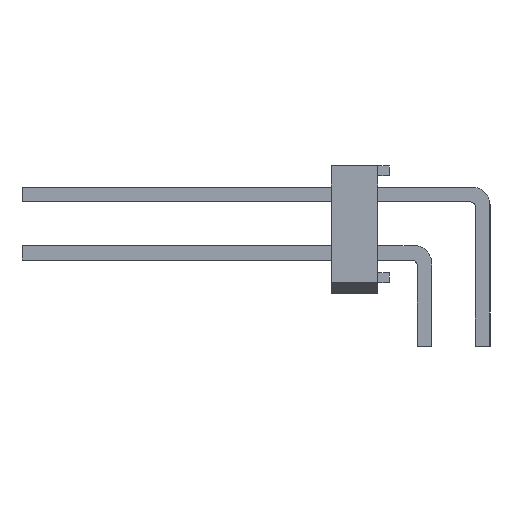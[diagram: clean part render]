
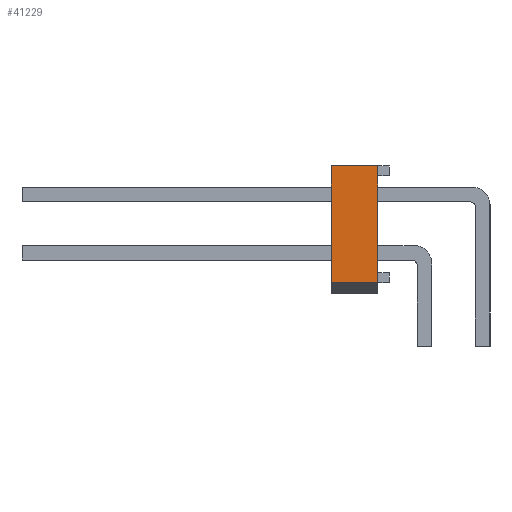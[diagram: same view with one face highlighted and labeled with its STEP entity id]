
A CAD part, left-side view. The second image highlights one B-rep face of the part: STEP entity #41229.
In plain terms, the highlighted face is planar.
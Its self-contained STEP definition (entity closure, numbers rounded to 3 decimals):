
#22196 = VERTEX_POINT('',#22197);
#22197 = CARTESIAN_POINT('',(40.64,2.54,-2.54));
#22203 = EDGE_CURVE('',#22196,#22204,#22206,.T.);
#22204 = VERTEX_POINT('',#22205);
#22205 = CARTESIAN_POINT('',(40.64,0.508,-2.54));
#22206 = LINE('',#22207,#22208);
#22207 = CARTESIAN_POINT('',(40.64,2.54,-2.54));
#22208 = VECTOR('',#22209,1.);
#22209 = DIRECTION('',(0.,-1.,0.));
#41194 = VERTEX_POINT('',#41195);
#41195 = CARTESIAN_POINT('',(40.64,0.508,2.54));
#41203 = EDGE_CURVE('',#41204,#41194,#41206,.T.);
#41204 = VERTEX_POINT('',#41205);
#41205 = CARTESIAN_POINT('',(40.64,2.54,2.54));
#41206 = LINE('',#41207,#41208);
#41207 = CARTESIAN_POINT('',(40.64,2.54,2.54));
#41208 = VECTOR('',#41209,1.);
#41209 = DIRECTION('',(0.,-1.,0.));
#41229 = ADVANCED_FACE('',(#41230),#41246,.F.);
#41230 = FACE_BOUND('',#41231,.T.);
#41231 = EDGE_LOOP('',(#41232,#41238,#41239,#41245));
#41232 = ORIENTED_EDGE('',*,*,#41233,.F.);
#41233 = EDGE_CURVE('',#22204,#41194,#41234,.T.);
#41234 = LINE('',#41235,#41236);
#41235 = CARTESIAN_POINT('',(40.64,0.508,2.54));
#41236 = VECTOR('',#41237,1.);
#41237 = DIRECTION('',(0.,0.,1.));
#41238 = ORIENTED_EDGE('',*,*,#22203,.F.);
#41239 = ORIENTED_EDGE('',*,*,#41240,.F.);
#41240 = EDGE_CURVE('',#41204,#22196,#41241,.T.);
#41241 = LINE('',#41242,#41243);
#41242 = CARTESIAN_POINT('',(40.64,2.54,2.54));
#41243 = VECTOR('',#41244,1.);
#41244 = DIRECTION('',(0.,0.,-1.));
#41245 = ORIENTED_EDGE('',*,*,#41203,.T.);
#41246 = PLANE('',#41247);
#41247 = AXIS2_PLACEMENT_3D('',#41248,#41249,#41250);
#41248 = CARTESIAN_POINT('',(40.64,2.54,2.54));
#41249 = DIRECTION('',(-1.,0.,0.));
#41250 = DIRECTION('',(0.,0.,1.));
